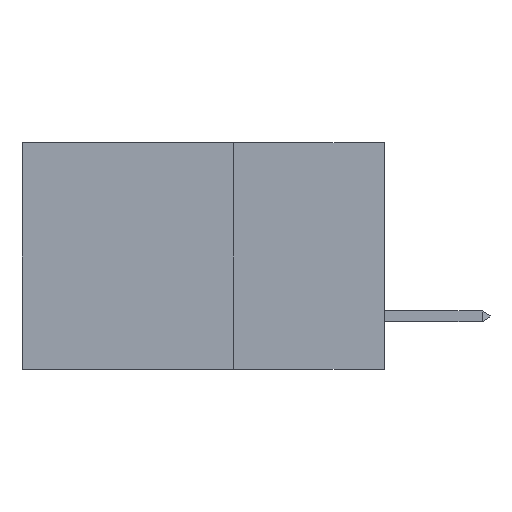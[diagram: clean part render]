
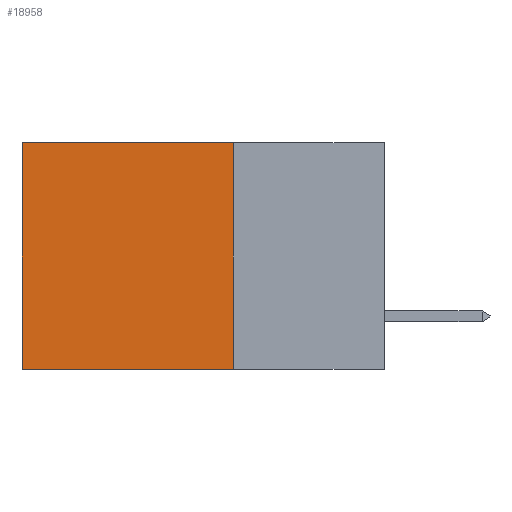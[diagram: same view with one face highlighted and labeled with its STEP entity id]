
A CAD part, left-side view. The second image highlights one B-rep face of the part: STEP entity #18958.
In plain terms, the highlighted planar face has unit normal (-1, 0, 0).
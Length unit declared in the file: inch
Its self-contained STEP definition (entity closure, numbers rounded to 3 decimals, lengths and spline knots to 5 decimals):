
#146 = CARTESIAN_POINT ( 'NONE',  ( 0.2875, 0.25, 0. ) ) ;
#334 = EDGE_CURVE ( 'NONE', #17252, #8015, #12510, .T. ) ;
#988 = LINE ( 'NONE', #2080, #13856 ) ;
#1162 = DIRECTION ( 'NONE',  ( 0., 1., 0. ) ) ;
#2080 = CARTESIAN_POINT ( 'NONE',  ( 0.2875, 0.25, 0. ) ) ;
#2700 = CARTESIAN_POINT ( 'NONE',  ( 0.2875, 0.25, -0.375 ) ) ;
#3249 = CARTESIAN_POINT ( 'NONE',  ( 0.2875, 0.6, 0. ) ) ;
#4901 = ORIENTED_EDGE ( 'NONE', *, *, #12009, .T. ) ;
#5174 = DIRECTION ( 'NONE',  ( 1., 0., 0. ) ) ;
#5284 = VERTEX_POINT ( 'NONE', #17521 ) ;
#5880 = CARTESIAN_POINT ( 'NONE',  ( 0.2875, 0.25, -0.375 ) ) ;
#6823 = CARTESIAN_POINT ( 'NONE',  ( 0.2875, 0.25, -0.375 ) ) ;
#6884 = ORIENTED_EDGE ( 'NONE', *, *, #21625, .T. ) ;
#7391 = VECTOR ( 'NONE', #19752, 39.37008 ) ;
#7552 = VECTOR ( 'NONE', #1162, 39.37008 ) ;
#8015 = VERTEX_POINT ( 'NONE', #2700 ) ;
#8641 = LINE ( 'NONE', #13276, #7552 ) ;
#8749 = ORIENTED_EDGE ( 'NONE', *, *, #15560, .F. ) ;
#12009 = EDGE_CURVE ( 'NONE', #18819, #5284, #18715, .T. ) ;
#12510 = LINE ( 'NONE', #5880, #7391 ) ;
#12829 = VECTOR ( 'NONE', #21056, 39.37008 ) ;
#13276 = CARTESIAN_POINT ( 'NONE',  ( 0.2875, 0.25, -0.375 ) ) ;
#13395 = FACE_OUTER_BOUND ( 'NONE', #16599, .T. ) ;
#13856 = VECTOR ( 'NONE', #20948, 39.37008 ) ;
#15398 = PLANE ( 'NONE',  #19885 ) ;
#15560 = EDGE_CURVE ( 'NONE', #8015, #5284, #8641, .T. ) ;
#16599 = EDGE_LOOP ( 'NONE', ( #4901, #8749, #19846, #6884 ) ) ;
#17252 = VERTEX_POINT ( 'NONE', #146 ) ;
#17521 = CARTESIAN_POINT ( 'NONE',  ( 0.2875, 0.6, -0.375 ) ) ;
#18715 = LINE ( 'NONE', #19453, #12829 ) ;
#18819 = VERTEX_POINT ( 'NONE', #3249 ) ;
#18958 = ADVANCED_FACE ( 'NONE', ( #13395 ), #15398, .F. ) ;
#19453 = CARTESIAN_POINT ( 'NONE',  ( 0.2875, 0.6, -0.375 ) ) ;
#19752 = DIRECTION ( 'NONE',  ( 0., 0., -1. ) ) ;
#19846 = ORIENTED_EDGE ( 'NONE', *, *, #334, .F. ) ;
#19885 = AXIS2_PLACEMENT_3D ( 'NONE', #6823, #5174, #20624 ) ;
#20624 = DIRECTION ( 'NONE',  ( 0., 0., -1. ) ) ;
#20948 = DIRECTION ( 'NONE',  ( 0., 1., 0. ) ) ;
#21056 = DIRECTION ( 'NONE',  ( 0., 0., -1. ) ) ;
#21625 = EDGE_CURVE ( 'NONE', #17252, #18819, #988, .T. ) ;
